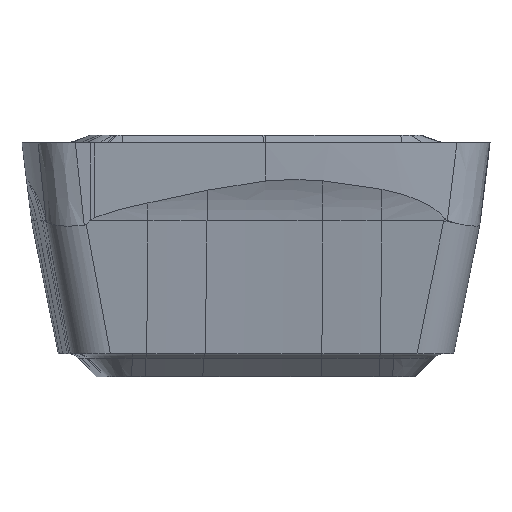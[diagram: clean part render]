
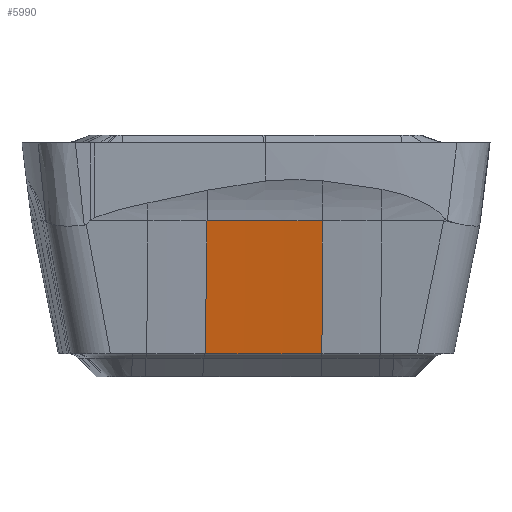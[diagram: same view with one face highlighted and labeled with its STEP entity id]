
A CAD part, front view. The second image highlights one B-rep face of the part: STEP entity #5990.
In plain terms, the highlighted conical face has half-angle 11 degrees and reference radius 27.907 mm.
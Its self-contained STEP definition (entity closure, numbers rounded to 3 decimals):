
#1060=CARTESIAN_POINT('',(1.218,-30.486,
-2.7));
#1061=DIRECTION('',(0.,0.,-1.));
#1062=DIRECTION('',(-0.067,0.998,0.));
#1063=AXIS2_PLACEMENT_3D('',#1060,#1061,#1062);
#1518=DIRECTION('',(0.003,-0.191,0.982));
#1519=VECTOR('',#1518,1.732);
#1520=CARTESIAN_POINT('',(0.846,-2.416,
-2.7));
#1521=LINE('',#1520,#1519);
#1532=DIRECTION('',(0.013,-0.19,0.982));
#1533=VECTOR('',#1532,1.732);
#1534=CARTESIAN_POINT('',(-0.65,-2.476,
-2.7));
#1535=LINE('',#1534,#1533);
#1636=CARTESIAN_POINT('',(1.218,-30.486,
-1.));
#1637=DIRECTION('',(0.,0.,1.));
#1638=DIRECTION('',(-0.013,1.,0.));
#1639=AXIS2_PLACEMENT_3D('',#1636,#1637,#1638);
#4720=CARTESIAN_POINT('',(-0.65,-2.476,
-2.7));
#4721=VERTEX_POINT('',#4720);
#4722=CARTESIAN_POINT('',(0.846,-2.416,
-2.7));
#4723=VERTEX_POINT('',#4722);
#4818=CARTESIAN_POINT('',(0.85,-2.747,
-1.));
#4819=VERTEX_POINT('',#4818);
#4820=CARTESIAN_POINT('',(-0.628,-2.806,
-1.));
#4821=VERTEX_POINT('',#4820);
#5977=CARTESIAN_POINT('',(1.218,-30.486,
-1.85));
#5978=DIRECTION('',(0.,0.,-1.));
#5979=DIRECTION('',(-0.013,1.,0.));
#5980=AXIS2_PLACEMENT_3D('',#5977,#5978,#5979);
#5981=CONICAL_SURFACE('',#5980,27.906,11.);
#5982=ORIENTED_EDGE('',*,*,#5693,.F.);
#5984=ORIENTED_EDGE('',*,*,#5983,.T.);
#5986=ORIENTED_EDGE('',*,*,#5985,.F.);
#5987=ORIENTED_EDGE('',*,*,#5969,.F.);
#5988=EDGE_LOOP('',(#5982,#5984,#5986,#5987));
#5989=FACE_OUTER_BOUND('',#5988,.F.);
#1064=CIRCLE('',#1063,28.072);
#1640=CIRCLE('',#1639,27.741);
#5693=EDGE_CURVE('',#4721,#4723,#1064,.T.);
#5969=EDGE_CURVE('',#4723,#4819,#1521,.T.);
#5983=EDGE_CURVE('',#4721,#4821,#1535,.T.);
#5985=EDGE_CURVE('',#4819,#4821,#1640,.T.);
#5990=ADVANCED_FACE('',(#5989),#5981,.F.);
